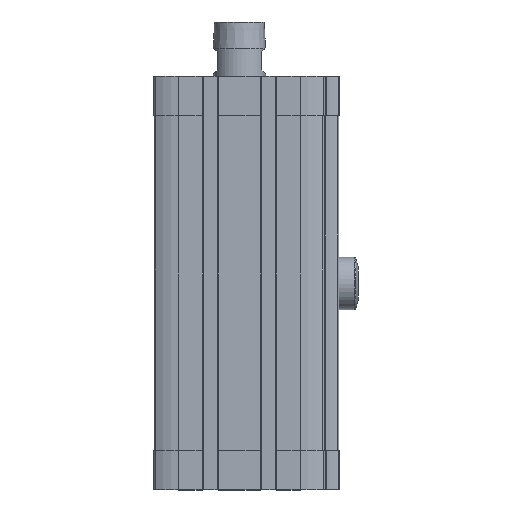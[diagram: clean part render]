
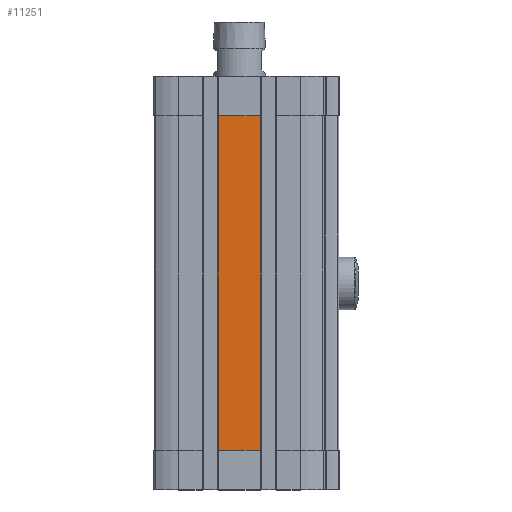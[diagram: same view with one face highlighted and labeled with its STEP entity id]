
A CAD part, top view. The second image highlights one B-rep face of the part: STEP entity #11251.
In plain terms, the highlighted planar face has unit normal (0, 0, 1).
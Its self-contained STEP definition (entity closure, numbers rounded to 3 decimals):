
#144=PLANE('',#12291);
#971=LINE('',#18423,#1875);
#972=LINE('',#18429,#1876);
#973=LINE('',#18433,#1877);
#974=LINE('',#18435,#1878);
#1875=VECTOR('',#14548,1000.);
#1876=VECTOR('',#14555,1000.);
#1877=VECTOR('',#14560,1000.);
#1878=VECTOR('',#14563,1000.);
#4236=ORIENTED_EDGE('',*,*,#6916,.T.);
#4237=ORIENTED_EDGE('',*,*,#6918,.F.);
#4238=ORIENTED_EDGE('',*,*,#6913,.F.);
#4239=ORIENTED_EDGE('',*,*,#6919,.T.);
#6913=EDGE_CURVE('',#8332,#8333,#971,.T.);
#6916=EDGE_CURVE('',#8335,#8334,#972,.T.);
#6918=EDGE_CURVE('',#8333,#8334,#973,.T.);
#6919=EDGE_CURVE('',#8332,#8335,#974,.T.);
#8332=VERTEX_POINT('',#18422);
#8333=VERTEX_POINT('',#18424);
#8334=VERTEX_POINT('',#18428);
#8335=VERTEX_POINT('',#18430);
#9621=EDGE_LOOP('',(#4236,#4237,#4238,#4239));
#10423=FACE_BOUND('',#9621,.T.);
#11251=ADVANCED_FACE('',(#10423),#144,.F.);
#12291=AXIS2_PLACEMENT_3D('',#18434,#14561,#14562);
#14548=DIRECTION('',(1.,0.,0.));
#14555=DIRECTION('',(1.,0.,0.));
#14560=DIRECTION('',(0.,-1.,0.));
#14561=DIRECTION('',(0.,0.,-1.));
#14562=DIRECTION('',(-1.,0.,0.));
#14563=DIRECTION('',(0.,-1.,0.));
#18422=CARTESIAN_POINT('',(-8.,142.9,32.5));
#18423=CARTESIAN_POINT('',(-8.,142.9,32.5));
#18424=CARTESIAN_POINT('',(8.,142.9,32.5));
#18428=CARTESIAN_POINT('',(8.,15.,32.5));
#18429=CARTESIAN_POINT('',(-8.,15.,32.5));
#18430=CARTESIAN_POINT('',(-8.,15.,32.5));
#18433=CARTESIAN_POINT('',(8.,142.9,32.5));
#18434=CARTESIAN_POINT('',(-8.,142.9,32.5));
#18435=CARTESIAN_POINT('',(-8.,142.9,32.5));
